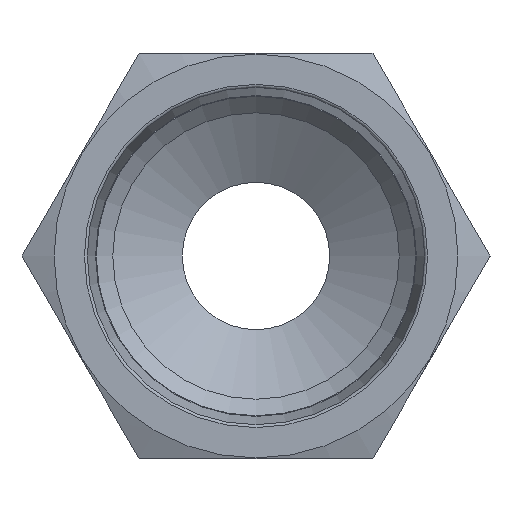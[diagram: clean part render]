
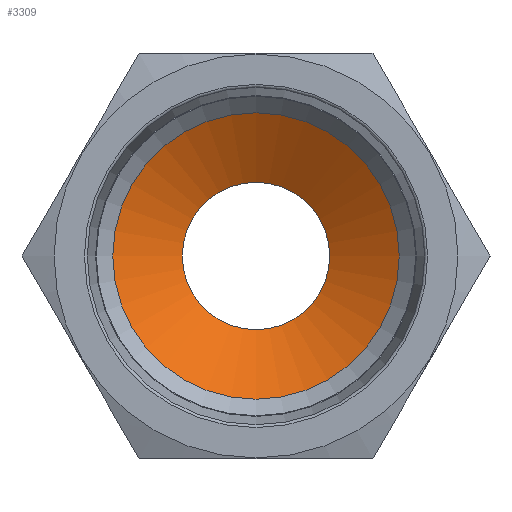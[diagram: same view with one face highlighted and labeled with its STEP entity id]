
A CAD part, left-side view. The second image highlights one B-rep face of the part: STEP entity #3309.
In plain terms, the highlighted free-form (B-spline) face has degree [1, 2] with [2, 9] control points.
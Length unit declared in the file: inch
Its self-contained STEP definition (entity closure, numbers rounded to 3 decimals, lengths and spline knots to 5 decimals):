
#3105=CARTESIAN_POINT('',(1.0478,0.25,0.));
#3106=VERTEX_POINT('',#3105);
#3107=CARTESIAN_POINT('',(1.0478,0.0,0.0));
#3108=DIRECTION('',(1.0,0.0,0.0));
#3109=DIRECTION('',(0.0,-1.0,0.0));
#3110=AXIS2_PLACEMENT_3D('',#3107,#3108,#3109);
#3111=CIRCLE('',#3110,0.25);
#3112=EDGE_CURVE('',#3106,#3106,#3111,.T.);
#3262=CARTESIAN_POINT('',(0.906,0.0,0.486));
#3263=VERTEX_POINT('',#3262);
#3264=CARTESIAN_POINT('',(0.906,0.0,0.0));
#3265=DIRECTION('',(-1.0,0.0,0.0));
#3266=DIRECTION('',(0.0,0.0,1.0));
#3267=AXIS2_PLACEMENT_3D('',#3264,#3265,#3266);
#3268=CIRCLE('',#3267,0.486);
#3269=EDGE_CURVE('',#3263,#3263,#3268,.T.);
#3277=CARTESIAN_POINT('',(0.906,0.,-0.486));
#3278=CARTESIAN_POINT('',(1.0478,0.,-0.25));
#3279=CARTESIAN_POINT('',(0.906,-0.486,-0.486));
#3280=CARTESIAN_POINT('',(1.0478,-0.25,-0.25));
#3281=CARTESIAN_POINT('',(0.906,-0.486,0.));
#3282=CARTESIAN_POINT('',(1.0478,-0.25,0.));
#3283=CARTESIAN_POINT('',(0.906,-0.486,0.486));
#3284=CARTESIAN_POINT('',(1.0478,-0.25,0.25));
#3285=CARTESIAN_POINT('',(0.906,0.,0.486));
#3286=CARTESIAN_POINT('',(1.0478,0.,0.25));
#3287=CARTESIAN_POINT('',(0.906,0.486,0.486));
#3288=CARTESIAN_POINT('',(1.0478,0.25,0.25));
#3289=CARTESIAN_POINT('',(0.906,0.486,0.));
#3290=CARTESIAN_POINT('',(1.0478,0.25,0.));
#3291=CARTESIAN_POINT('',(0.906,0.486,-0.486));
#3292=CARTESIAN_POINT('',(1.0478,0.25,-0.25));
#3293=CARTESIAN_POINT('',(0.906,0.,-0.486));
#3294=CARTESIAN_POINT('',(1.0478,0.,-0.25));
#3302=(BOUNDED_SURFACE()B_SPLINE_SURFACE(1,2,((#3277,#3279,#3281,#3283,#3285,#3287,#3289,#3291,#3293),(#3278,#3280,#3282,#3284,#3286,#3288,#3290,#3292,#3294)),.UNSPECIFIED.,.F.,.T.,.U.)B_SPLINE_SURFACE_WITH_KNOTS((2,2),(3,2,2,2,3),(-1.16663,-0.03361),(0.0,0.3817,0.76341,1.14511,1.52681),.UNSPECIFIED.)GEOMETRIC_REPRESENTATION_ITEM()RATIONAL_B_SPLINE_SURFACE(((1.0,0.707,1.0,0.707,1.0,0.707,1.0,0.707,1.0),(1.0,0.707,1.0,0.707,1.0,0.707,1.0,0.707,1.0)))REPRESENTATION_ITEM('')SURFACE());
#3303=ORIENTED_EDGE('',*,*,#3112,.T.);
#3304=EDGE_LOOP('',(#3303));
#3305=FACE_OUTER_BOUND('',#3304,.T.);
#3306=ORIENTED_EDGE('',*,*,#3269,.T.);
#3307=EDGE_LOOP('',(#3306));
#3308=FACE_BOUND('',#3307,.T.);
#3309=ADVANCED_FACE('',(#3305,#3308),#3302,.F.);
